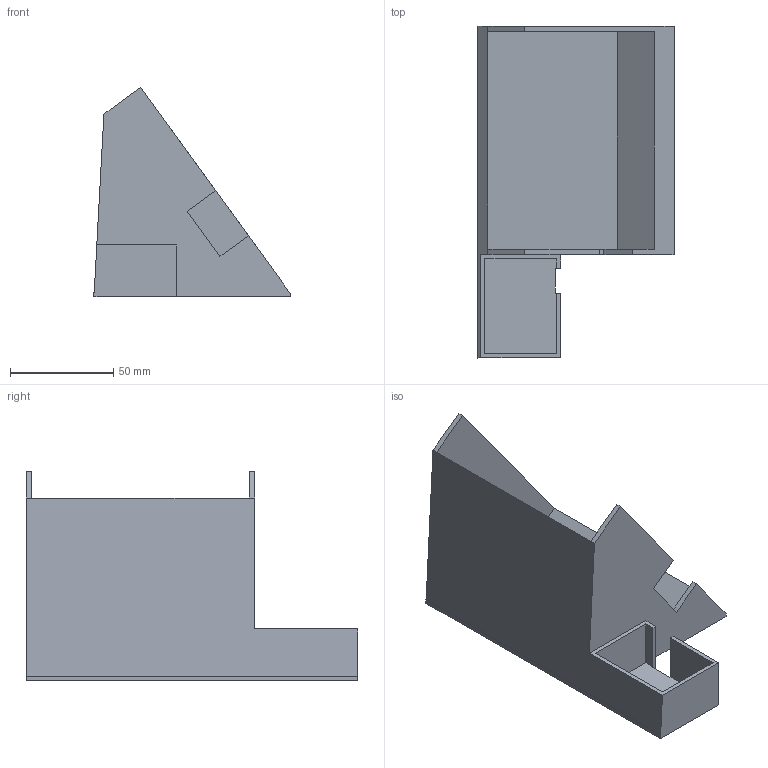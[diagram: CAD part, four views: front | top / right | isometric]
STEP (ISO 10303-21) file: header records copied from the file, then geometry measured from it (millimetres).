
FILE_DESCRIPTION(('STEP AP242 Edition 2','STEP AP242 Edition 2''CAx-IF Rec.Pracs.---Representation and Presentation of Product Manufacturing Information (PMI)---4.0---2014-10-13','STEP AP242 Edition 2''CAx-IF Rec.Pracs.---Representation and Presentation of Product Manufacturing Information (PMI)---4.0---2014-10-13''CAx-IF Rec.Pracs.---3D Tessellated Geometry---0.4---2014-09-14','STEP AP242 Edition 2''CAx-IF Rec.Pracs.---Representation and Presentation of Product Manufacturing Information (PMI)---4.0---2014-10-13''CAx-IF Rec.Pracs.---3D Tessellated Geometry---0.4---2014-09-14''2;1','STEP AP242 Edition 2''CAx-IF Rec.Pracs.---Representation and Presentation of Product Manufacturing Information (PMI)---4.0---2014-10-13''CAx-IF Rec.Pracs.---3D Tessellated Geometry---0.4---2014-09-14''2;1''CAx-IF Rec.Pracs.---User Defined Attributes---1.5---2016-08-15'),'2;1');
FILE_NAME('desk widget (1) - Part 4.step','2026-03-01T15:35:13',(''),(''),'ST-DEVELOPER v20','ONSHAPE BY PTC INC, 1.211',' ');
FILE_SCHEMA(('AP242_MANAGED_MODEL_BASED_3D_ENGINEERING_MIM_LF { 1 0 10303 442 3 1 4 }'));
Length unit declared in the file: metre
Products named in the file (1): Part 4
Bounding box: 94.88 x 160.5 x 101.34 mm (x, y, z)
Volume: 383910.6 mm3; surface area: 61337.8 mm2
Topology: 1 solids, 1 shells, 33 faces, 91 edges, 60 vertices
Faces by surface type: plane 33
Entity records: 1051 total; most frequent: CARTESIAN_POINT 185, ORIENTED_EDGE 182, DIRECTION 159, EDGE_CURVE 91, LINE 91, VECTOR 91, VERTEX_POINT 60, AXIS2_PLACEMENT_3D 34
